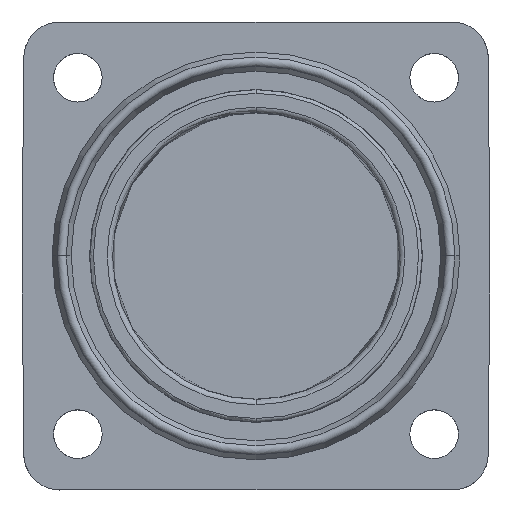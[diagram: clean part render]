
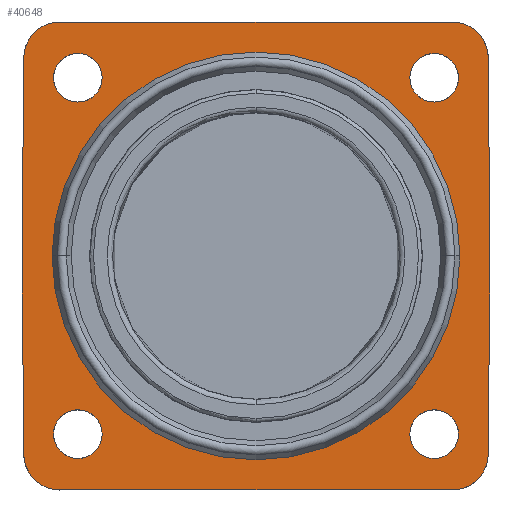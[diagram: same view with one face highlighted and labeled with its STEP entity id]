
A CAD part, top view. The second image highlights one B-rep face of the part: STEP entity #40648.
In plain terms, the highlighted planar face has unit normal (0, 0, 1).
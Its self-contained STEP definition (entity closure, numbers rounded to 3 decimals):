
#13164=DIRECTION('',(-1.,0.,0.));
#13165=VECTOR('',#13164,21.808);
#13166=CARTESIAN_POINT('',(10.904,13.,19.7));
#13167=LINE('',#13166,#13165);
#13983=CARTESIAN_POINT('',(10.904,-11.,19.7));
#13984=DIRECTION('',(0.,0.,-1.));
#13985=DIRECTION('',(1.,-0.009,0.));
#13986=AXIS2_PLACEMENT_3D('',#13983,#13984,#13985);
#13991=DIRECTION('',(-1.,0.,0.));
#13992=VECTOR('',#13991,21.808);
#13993=CARTESIAN_POINT('',(10.904,-13.,19.7));
#13994=LINE('',#13993,#13992);
#13998=CARTESIAN_POINT('',(-10.904,-11.,19.7));
#13999=DIRECTION('',(0.,0.,-1.));
#14000=DIRECTION('',(0.,-1.,0.));
#14001=AXIS2_PLACEMENT_3D('',#13998,#13999,#14000);
#14006=DIRECTION('',(-0.009,1.,0.));
#14007=VECTOR('',#14006,11.018);
#14008=CARTESIAN_POINT('',(-12.904,-11.017,19.7));
#14009=LINE('',#14008,#14007);
#14013=DIRECTION('',(0.009,1.,0.));
#14014=VECTOR('',#14013,11.018);
#14015=CARTESIAN_POINT('',(-13.,0.,19.7));
#14016=LINE('',#14015,#14014);
#14020=CARTESIAN_POINT('',(-10.904,11.,19.7));
#14021=DIRECTION('',(0.,0.,-1.));
#14022=DIRECTION('',(-1.,0.009,0.));
#14023=AXIS2_PLACEMENT_3D('',#14020,#14021,#14022);
#14028=CARTESIAN_POINT('',(10.904,11.,19.7));
#14029=DIRECTION('',(0.,0.,-1.));
#14030=DIRECTION('',(0.,1.,0.));
#14031=AXIS2_PLACEMENT_3D('',#14028,#14029,#14030);
#14036=DIRECTION('',(0.009,-1.,0.));
#14037=VECTOR('',#14036,11.018);
#14038=CARTESIAN_POINT('',(12.904,11.017,19.7));
#14039=LINE('',#14038,#14037);
#14043=DIRECTION('',(-0.009,-1.,0.));
#14044=VECTOR('',#14043,11.018);
#14045=CARTESIAN_POINT('',(13.,0.,19.7));
#14046=LINE('',#14045,#14044);
#14050=CARTESIAN_POINT('',(0.,0.,19.7));
#14051=DIRECTION('',(0.,0.,1.));
#14052=DIRECTION('',(1.,0.,0.));
#14053=AXIS2_PLACEMENT_3D('',#14050,#14051,#14052);
#14058=CARTESIAN_POINT('',(0.,0.,19.7));
#14059=DIRECTION('',(0.,0.,1.));
#14060=DIRECTION('',(-1.,0.,0.));
#14061=AXIS2_PLACEMENT_3D('',#14058,#14059,#14060);
#14066=CARTESIAN_POINT('',(9.9,9.9,19.7));
#14067=DIRECTION('',(0.,0.,1.));
#14068=DIRECTION('',(0.,1.,0.));
#14069=AXIS2_PLACEMENT_3D('',#14066,#14067,#14068);
#14074=CARTESIAN_POINT('',(9.9,9.9,19.7));
#14075=DIRECTION('',(0.,0.,1.));
#14076=DIRECTION('',(0.,-1.,0.));
#14077=AXIS2_PLACEMENT_3D('',#14074,#14075,#14076);
#14082=CARTESIAN_POINT('',(9.9,-9.9,19.7));
#14083=DIRECTION('',(0.,0.,1.));
#14084=DIRECTION('',(0.,1.,0.));
#14085=AXIS2_PLACEMENT_3D('',#14082,#14083,#14084);
#14090=CARTESIAN_POINT('',(9.9,-9.9,19.7));
#14091=DIRECTION('',(0.,0.,1.));
#14092=DIRECTION('',(0.,-1.,0.));
#14093=AXIS2_PLACEMENT_3D('',#14090,#14091,#14092);
#14098=CARTESIAN_POINT('',(-9.9,9.9,19.7));
#14099=DIRECTION('',(0.,0.,1.));
#14100=DIRECTION('',(0.,1.,0.));
#14101=AXIS2_PLACEMENT_3D('',#14098,#14099,#14100);
#14106=CARTESIAN_POINT('',(-9.9,9.9,19.7));
#14107=DIRECTION('',(0.,0.,1.));
#14108=DIRECTION('',(0.,-1.,0.));
#14109=AXIS2_PLACEMENT_3D('',#14106,#14107,#14108);
#14114=CARTESIAN_POINT('',(-9.9,-9.9,19.7));
#14115=DIRECTION('',(0.,0.,1.));
#14116=DIRECTION('',(0.,1.,0.));
#14117=AXIS2_PLACEMENT_3D('',#14114,#14115,#14116);
#14122=CARTESIAN_POINT('',(-9.9,-9.9,19.7));
#14123=DIRECTION('',(0.,0.,1.));
#14124=DIRECTION('',(0.,-1.,0.));
#14125=AXIS2_PLACEMENT_3D('',#14122,#14123,#14124);
#20833=CARTESIAN_POINT('',(10.904,13.,19.7));
#20834=VERTEX_POINT('',#20833);
#20835=CARTESIAN_POINT('',(-10.904,13.,19.7));
#20836=VERTEX_POINT('',#20835);
#20911=CARTESIAN_POINT('',(-12.904,11.017,19.7));
#20912=VERTEX_POINT('',#20911);
#20913=CARTESIAN_POINT('',(12.904,-11.017,19.7));
#20914=CARTESIAN_POINT('',(10.904,-13.,19.7));
#20915=VERTEX_POINT('',#20913);
#20916=VERTEX_POINT('',#20914);
#20917=CARTESIAN_POINT('',(-10.904,-13.,19.7));
#20918=VERTEX_POINT('',#20917);
#20919=CARTESIAN_POINT('',(-12.904,-11.017,19.7));
#20920=VERTEX_POINT('',#20919);
#20921=CARTESIAN_POINT('',(-13.,0.,19.7));
#20922=VERTEX_POINT('',#20921);
#20923=CARTESIAN_POINT('',(12.904,11.017,19.7));
#20924=VERTEX_POINT('',#20923);
#20925=CARTESIAN_POINT('',(13.,0.,19.7));
#20926=VERTEX_POINT('',#20925);
#20927=CARTESIAN_POINT('',(11.331,0.,19.7));
#20928=CARTESIAN_POINT('',(-11.331,0.,19.7));
#20929=VERTEX_POINT('',#20927);
#20930=VERTEX_POINT('',#20928);
#20931=CARTESIAN_POINT('',(9.9,11.25,19.7));
#20932=CARTESIAN_POINT('',(9.9,8.55,19.7));
#20933=VERTEX_POINT('',#20931);
#20934=VERTEX_POINT('',#20932);
#20935=CARTESIAN_POINT('',(9.9,-8.55,19.7));
#20936=CARTESIAN_POINT('',(9.9,-11.25,19.7));
#20937=VERTEX_POINT('',#20935);
#20938=VERTEX_POINT('',#20936);
#20939=CARTESIAN_POINT('',(-9.9,11.25,19.7));
#20940=CARTESIAN_POINT('',(-9.9,8.55,19.7));
#20941=VERTEX_POINT('',#20939);
#20942=VERTEX_POINT('',#20940);
#20943=CARTESIAN_POINT('',(-9.9,-8.55,19.7));
#20944=CARTESIAN_POINT('',(-9.9,-11.25,19.7));
#20945=VERTEX_POINT('',#20943);
#20946=VERTEX_POINT('',#20944);
#40593=CARTESIAN_POINT('',(0.,0.,19.7));
#40594=DIRECTION('',(0.,0.,1.));
#40595=DIRECTION('',(0.,-1.,0.));
#40596=AXIS2_PLACEMENT_3D('',#40593,#40594,#40595);
#40597=PLANE('',#40596);
#40599=ORIENTED_EDGE('',*,*,#40598,.T.);
#40601=ORIENTED_EDGE('',*,*,#40600,.T.);
#40603=ORIENTED_EDGE('',*,*,#40602,.T.);
#40605=ORIENTED_EDGE('',*,*,#40604,.T.);
#40607=ORIENTED_EDGE('',*,*,#40606,.T.);
#40608=ORIENTED_EDGE('',*,*,#40579,.T.);
#40609=ORIENTED_EDGE('',*,*,#38973,.F.);
#40611=ORIENTED_EDGE('',*,*,#40610,.T.);
#40613=ORIENTED_EDGE('',*,*,#40612,.T.);
#40615=ORIENTED_EDGE('',*,*,#40614,.T.);
#40616=EDGE_LOOP('',(#40599,#40601,#40603,#40605,#40607,#40608,#40609,#40611,
#40613,#40615));
#40617=FACE_OUTER_BOUND('',#40616,.F.);
#40619=ORIENTED_EDGE('',*,*,#40618,.T.);
#40621=ORIENTED_EDGE('',*,*,#40620,.T.);
#40622=EDGE_LOOP('',(#40619,#40621));
#40623=FACE_BOUND('',#40622,.F.);
#40625=ORIENTED_EDGE('',*,*,#40624,.T.);
#40627=ORIENTED_EDGE('',*,*,#40626,.T.);
#40628=EDGE_LOOP('',(#40625,#40627));
#40629=FACE_BOUND('',#40628,.F.);
#40631=ORIENTED_EDGE('',*,*,#40630,.T.);
#40633=ORIENTED_EDGE('',*,*,#40632,.T.);
#40634=EDGE_LOOP('',(#40631,#40633));
#40635=FACE_BOUND('',#40634,.F.);
#40637=ORIENTED_EDGE('',*,*,#40636,.T.);
#40639=ORIENTED_EDGE('',*,*,#40638,.T.);
#40640=EDGE_LOOP('',(#40637,#40639));
#40641=FACE_BOUND('',#40640,.F.);
#40643=ORIENTED_EDGE('',*,*,#40642,.T.);
#40645=ORIENTED_EDGE('',*,*,#40644,.T.);
#40646=EDGE_LOOP('',(#40643,#40645));
#40647=FACE_BOUND('',#40646,.F.);
#13987=CIRCLE('',#13986,2.);
#14002=CIRCLE('',#14001,2.);
#14024=CIRCLE('',#14023,2.);
#14032=CIRCLE('',#14031,2.);
#14054=CIRCLE('',#14053,11.331);
#14062=CIRCLE('',#14061,11.331);
#14070=CIRCLE('',#14069,1.35);
#14078=CIRCLE('',#14077,1.35);
#14086=CIRCLE('',#14085,1.35);
#14094=CIRCLE('',#14093,1.35);
#14102=CIRCLE('',#14101,1.35);
#14110=CIRCLE('',#14109,1.35);
#14118=CIRCLE('',#14117,1.35);
#14126=CIRCLE('',#14125,1.35);
#38973=EDGE_CURVE('',#20834,#20836,#13167,.T.);
#40579=EDGE_CURVE('',#20912,#20836,#14024,.T.);
#40598=EDGE_CURVE('',#20915,#20916,#13987,.T.);
#40600=EDGE_CURVE('',#20916,#20918,#13994,.T.);
#40602=EDGE_CURVE('',#20918,#20920,#14002,.T.);
#40604=EDGE_CURVE('',#20920,#20922,#14009,.T.);
#40606=EDGE_CURVE('',#20922,#20912,#14016,.T.);
#40610=EDGE_CURVE('',#20834,#20924,#14032,.T.);
#40612=EDGE_CURVE('',#20924,#20926,#14039,.T.);
#40614=EDGE_CURVE('',#20926,#20915,#14046,.T.);
#40618=EDGE_CURVE('',#20929,#20930,#14054,.T.);
#40620=EDGE_CURVE('',#20930,#20929,#14062,.T.);
#40624=EDGE_CURVE('',#20933,#20934,#14070,.T.);
#40626=EDGE_CURVE('',#20934,#20933,#14078,.T.);
#40630=EDGE_CURVE('',#20937,#20938,#14086,.T.);
#40632=EDGE_CURVE('',#20938,#20937,#14094,.T.);
#40636=EDGE_CURVE('',#20941,#20942,#14102,.T.);
#40638=EDGE_CURVE('',#20942,#20941,#14110,.T.);
#40642=EDGE_CURVE('',#20945,#20946,#14118,.T.);
#40644=EDGE_CURVE('',#20946,#20945,#14126,.T.);
#40648=ADVANCED_FACE('',(#40617,#40623,#40629,#40635,#40641,#40647),#40597,.T.);
